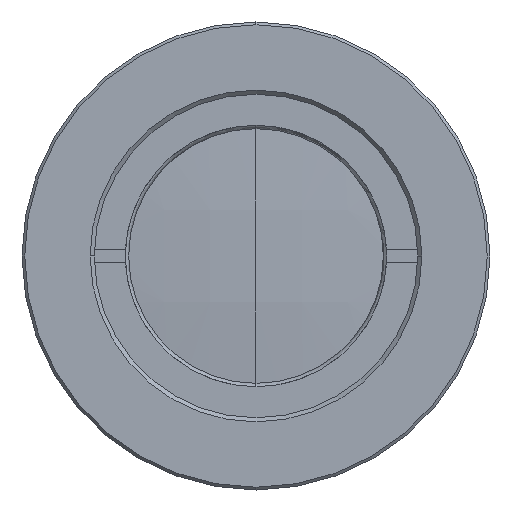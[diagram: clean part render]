
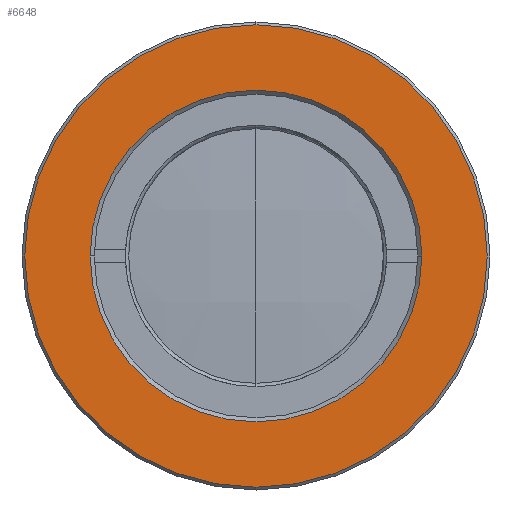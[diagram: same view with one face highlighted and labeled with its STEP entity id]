
A CAD part, left-side view. The second image highlights one B-rep face of the part: STEP entity #6648.
In plain terms, the highlighted planar face has unit normal (-1, 0, 0).
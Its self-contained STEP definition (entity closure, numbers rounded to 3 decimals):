
#8 = EDGE_LOOP ( 'NONE', ( #5790, #5086 ) ) ;
#1151 = AXIS2_PLACEMENT_3D ( 'NONE', #15186, #1627, #6610 ) ;
#1209 = AXIS2_PLACEMENT_3D ( 'NONE', #11515, #5220, #13928 ) ;
#1338 = DIRECTION ( 'NONE',  ( 0., -1., 0. ) ) ;
#1390 = EDGE_LOOP ( 'NONE', ( #14042, #12650 ) ) ;
#1475 = DIRECTION ( 'NONE',  ( 1., 0., 0. ) ) ;
#1616 = VERTEX_POINT ( 'NONE', #15917 ) ;
#1627 = DIRECTION ( 'NONE',  ( 1., 0., 0. ) ) ;
#1916 = EDGE_CURVE ( 'NONE', #8958, #1616, #6951, .T. ) ;
#2831 = CIRCLE ( 'NONE', #10876, 12.05 ) ;
#5086 = ORIENTED_EDGE ( 'NONE', *, *, #6722, .F. ) ;
#5220 = DIRECTION ( 'NONE',  ( 1., 0., 0. ) ) ;
#5790 = ORIENTED_EDGE ( 'NONE', *, *, #1916, .F. ) ;
#6074 = CARTESIAN_POINT ( 'NONE',  ( -47.026, 0., 0. ) ) ;
#6204 = CARTESIAN_POINT ( 'NONE',  ( -47.026, 0., 17. ) ) ;
#6211 = VERTEX_POINT ( 'NONE', #6709 ) ;
#6265 = AXIS2_PLACEMENT_3D ( 'NONE', #6204, #9457, #6902 ) ;
#6610 = DIRECTION ( 'NONE',  ( 0., -1., 0. ) ) ;
#6648 = ADVANCED_FACE ( 'NONE', ( #10514, #8118 ), #12986, .T. ) ;
#6709 = CARTESIAN_POINT ( 'NONE',  ( -47.026, -12.05, 0. ) ) ;
#6722 = EDGE_CURVE ( 'NONE', #1616, #8958, #10942, .T. ) ;
#6902 = DIRECTION ( 'NONE',  ( 0., 0., 1. ) ) ;
#6951 = CIRCLE ( 'NONE', #1209, 16.8 ) ;
#7087 = AXIS2_PLACEMENT_3D ( 'NONE', #12473, #1475, #8806 ) ;
#7312 = DIRECTION ( 'NONE',  ( 1., 0., 0. ) ) ;
#8118 = FACE_OUTER_BOUND ( 'NONE', #8, .T. ) ;
#8806 = DIRECTION ( 'NONE',  ( 0., 0., -1. ) ) ;
#8958 = VERTEX_POINT ( 'NONE', #10311 ) ;
#9019 = EDGE_CURVE ( 'NONE', #6211, #14512, #14795, .T. ) ;
#9457 = DIRECTION ( 'NONE',  ( -1., 0., 0. ) ) ;
#10311 = CARTESIAN_POINT ( 'NONE',  ( -47.026, 0., -16.8 ) ) ;
#10514 = FACE_BOUND ( 'NONE', #1390, .T. ) ;
#10876 = AXIS2_PLACEMENT_3D ( 'NONE', #6074, #7312, #1338 ) ;
#10942 = CIRCLE ( 'NONE', #7087, 16.8 ) ;
#11050 = EDGE_CURVE ( 'NONE', #14512, #6211, #2831, .T. ) ;
#11515 = CARTESIAN_POINT ( 'NONE',  ( -47.026, 0., 0. ) ) ;
#12473 = CARTESIAN_POINT ( 'NONE',  ( -47.026, 0., 0. ) ) ;
#12650 = ORIENTED_EDGE ( 'NONE', *, *, #11050, .T. ) ;
#12986 = PLANE ( 'NONE',  #6265 ) ;
#13928 = DIRECTION ( 'NONE',  ( 0., 0., -1. ) ) ;
#14042 = ORIENTED_EDGE ( 'NONE', *, *, #9019, .T. ) ;
#14512 = VERTEX_POINT ( 'NONE', #14699 ) ;
#14699 = CARTESIAN_POINT ( 'NONE',  ( -47.026, 12.05, 0. ) ) ;
#14795 = CIRCLE ( 'NONE', #1151, 12.05 ) ;
#15186 = CARTESIAN_POINT ( 'NONE',  ( -47.026, 0., 0. ) ) ;
#15917 = CARTESIAN_POINT ( 'NONE',  ( -47.026, 0., 16.8 ) ) ;
